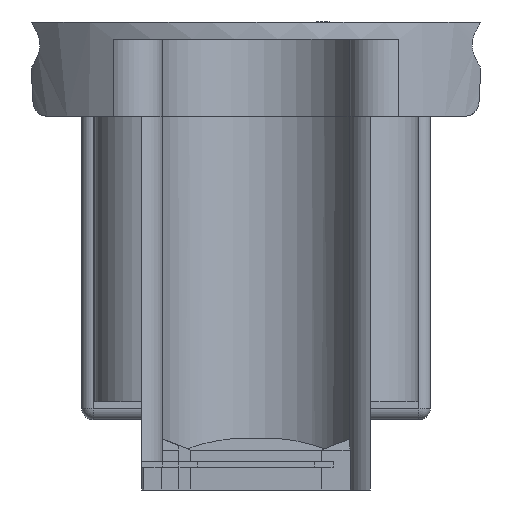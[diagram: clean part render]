
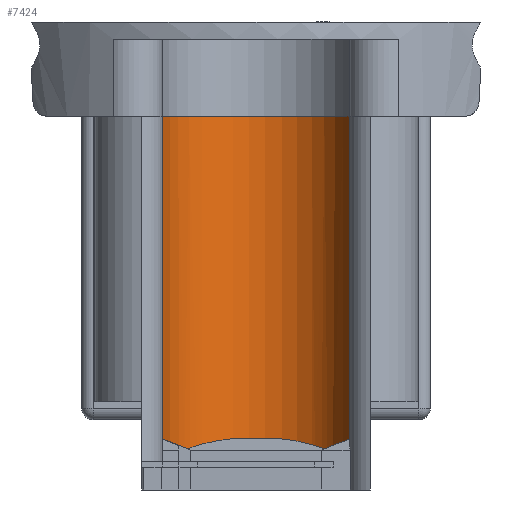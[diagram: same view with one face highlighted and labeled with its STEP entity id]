
A CAD part, left-side view. The second image highlights one B-rep face of the part: STEP entity #7424.
In plain terms, the highlighted cylindrical face has radius 8.5 mm (diameter 17 mm), a partial arc.
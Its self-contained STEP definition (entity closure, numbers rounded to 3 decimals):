
#52=FACE_BOUND('',#1424,.T.);
#53=FACE_BOUND('',#1425,.T.);
#674=CYLINDRICAL_SURFACE('',#7935,8.5);
#991=FACE_OUTER_BOUND('',#1423,.T.);
#1423=EDGE_LOOP('',(#5486,#5487,#5488,#5489,#5490,#5491,#5492,#5493));
#1424=EDGE_LOOP('',(#5494,#5495,#5496,#5497));
#1425=EDGE_LOOP('',(#5498,#5499,#5500,#5501));
#1889=LINE('',#10559,#2483);
#1893=LINE('',#10568,#2487);
#1906=LINE('',#10610,#2500);
#1908=LINE('',#10613,#2502);
#1909=LINE('',#10615,#2503);
#1916=LINE('',#10629,#2510);
#1930=LINE('',#10663,#2524);
#1931=LINE('',#10667,#2525);
#2483=VECTOR('',#8736,10.);
#2487=VECTOR('',#8742,10.);
#2500=VECTOR('',#8781,10.);
#2502=VECTOR('',#8785,10.);
#2503=VECTOR('',#8788,10.);
#2510=VECTOR('',#8805,10.);
#2524=VECTOR('',#8843,10.);
#2525=VECTOR('',#8848,10.);
#2989=CIRCLE('',#7898,8.5);
#2992=CIRCLE('',#7904,8.5);
#2993=CIRCLE('',#7906,8.5);
#2995=CIRCLE('',#7909,8.5);
#2997=CIRCLE('',#7912,8.5);
#2998=CIRCLE('',#7914,8.5);
#2999=CIRCLE('',#7919,8.5);
#3003=CIRCLE('',#7936,8.5);
#3211=VERTEX_POINT('',#10545);
#3212=VERTEX_POINT('',#10547);
#3216=VERTEX_POINT('',#10557);
#3217=VERTEX_POINT('',#10558);
#3220=VERTEX_POINT('',#10566);
#3221=VERTEX_POINT('',#10567);
#3224=VERTEX_POINT('',#10575);
#3225=VERTEX_POINT('',#10579);
#3227=VERTEX_POINT('',#10582);
#3230=VERTEX_POINT('',#10590);
#3232=VERTEX_POINT('',#10595);
#3235=VERTEX_POINT('',#10601);
#3236=VERTEX_POINT('',#10605);
#3237=VERTEX_POINT('',#10609);
#3247=VERTEX_POINT('',#10661);
#3248=VERTEX_POINT('',#10665);
#4038=EDGE_CURVE('',#3212,#3211,#2989,.T.);
#4043=EDGE_CURVE('',#3216,#3217,#1889,.T.);
#4047=EDGE_CURVE('',#3220,#3221,#1893,.T.);
#4051=EDGE_CURVE('',#3221,#3224,#2992,.T.);
#4054=EDGE_CURVE('',#3227,#3225,#2993,.T.);
#4058=EDGE_CURVE('',#3217,#3230,#2995,.T.);
#4064=EDGE_CURVE('',#3232,#3235,#2997,.T.);
#4065=EDGE_CURVE('',#3236,#3220,#2998,.T.);
#4067=EDGE_CURVE('',#3230,#3237,#1906,.T.);
#4069=EDGE_CURVE('',#3224,#3236,#1908,.T.);
#4070=EDGE_CURVE('',#3235,#3227,#1909,.T.);
#4072=EDGE_CURVE('',#3237,#3216,#2999,.T.);
#4078=EDGE_CURVE('',#3211,#3232,#1916,.T.);
#4095=EDGE_CURVE('',#3225,#3247,#1930,.T.);
#4096=EDGE_CURVE('',#3248,#3247,#3003,.T.);
#4097=EDGE_CURVE('',#3212,#3248,#1931,.T.);
#5486=ORIENTED_EDGE('',*,*,#4054,.T.);
#5487=ORIENTED_EDGE('',*,*,#4095,.T.);
#5488=ORIENTED_EDGE('',*,*,#4096,.F.);
#5489=ORIENTED_EDGE('',*,*,#4097,.F.);
#5490=ORIENTED_EDGE('',*,*,#4038,.T.);
#5491=ORIENTED_EDGE('',*,*,#4078,.T.);
#5492=ORIENTED_EDGE('',*,*,#4064,.T.);
#5493=ORIENTED_EDGE('',*,*,#4070,.T.);
#5494=ORIENTED_EDGE('',*,*,#4067,.T.);
#5495=ORIENTED_EDGE('',*,*,#4072,.T.);
#5496=ORIENTED_EDGE('',*,*,#4043,.T.);
#5497=ORIENTED_EDGE('',*,*,#4058,.T.);
#5498=ORIENTED_EDGE('',*,*,#4069,.T.);
#5499=ORIENTED_EDGE('',*,*,#4065,.T.);
#5500=ORIENTED_EDGE('',*,*,#4047,.T.);
#5501=ORIENTED_EDGE('',*,*,#4051,.T.);
#7424=ADVANCED_FACE('',(#991,#52,#53),#674,.F.);
#7898=AXIS2_PLACEMENT_3D('',#10548,#8726,#8727);
#7904=AXIS2_PLACEMENT_3D('',#10576,#8748,#8749);
#7906=AXIS2_PLACEMENT_3D('',#10583,#8754,#8755);
#7909=AXIS2_PLACEMENT_3D('',#10591,#8762,#8763);
#7912=AXIS2_PLACEMENT_3D('',#10603,#8772,#8773);
#7914=AXIS2_PLACEMENT_3D('',#10606,#8776,#8777);
#7919=AXIS2_PLACEMENT_3D('',#10618,#8792,#8793);
#7935=AXIS2_PLACEMENT_3D('',#10664,#8844,#8845);
#7936=AXIS2_PLACEMENT_3D('',#10666,#8846,#8847);
#8726=DIRECTION('center_axis',(0.,0.,1.));
#8727=DIRECTION('ref_axis',(-0.233,-0.972,0.));
#8736=DIRECTION('',(0.,0.,-1.));
#8742=DIRECTION('',(0.,0.,-1.));
#8748=DIRECTION('center_axis',(0.,0.,1.));
#8749=DIRECTION('ref_axis',(-0.233,-0.972,0.));
#8754=DIRECTION('center_axis',(0.,0.,1.));
#8755=DIRECTION('ref_axis',(-0.233,-0.972,0.));
#8762=DIRECTION('center_axis',(0.,0.,1.));
#8763=DIRECTION('ref_axis',(-0.233,-0.972,0.));
#8772=DIRECTION('center_axis',(0.,0.,-1.));
#8773=DIRECTION('ref_axis',(-0.233,-0.972,0.));
#8776=DIRECTION('center_axis',(0.,0.,-1.));
#8777=DIRECTION('ref_axis',(-0.233,-0.972,0.));
#8781=DIRECTION('',(0.,0.,1.));
#8785=DIRECTION('',(0.,0.,1.));
#8788=DIRECTION('',(0.,0.,-1.));
#8792=DIRECTION('center_axis',(0.,0.,-1.));
#8793=DIRECTION('ref_axis',(-0.233,-0.972,0.));
#8805=DIRECTION('',(0.,0.,-1.));
#8843=DIRECTION('',(0.,0.,-1.));
#8844=DIRECTION('center_axis',(0.,0.,-1.));
#8845=DIRECTION('ref_axis',(1.,-0.012,0.));
#8846=DIRECTION('center_axis',(0.,0.,1.));
#8847=DIRECTION('ref_axis',(-0.233,-0.972,0.));
#8848=DIRECTION('',(0.,0.,-1.));
#10545=CARTESIAN_POINT('',(-16.101,8.308,-8.25));
#10547=CARTESIAN_POINT('',(-16.295,-8.268,-8.25));
#10548=CARTESIAN_POINT('Origin',(-14.314,-0.002,
-8.25));
#10557=CARTESIAN_POINT('',(-9.148,-6.752,-38.5));
#10558=CARTESIAN_POINT('',(-9.148,-6.752,-39.));
#10559=CARTESIAN_POINT('',(-9.148,-6.752,-8.25));
#10566=CARTESIAN_POINT('',(-7.564,5.164,-38.5));
#10567=CARTESIAN_POINT('',(-7.564,5.164,-39.));
#10568=CARTESIAN_POINT('',(-7.564,5.164,-8.25));
#10575=CARTESIAN_POINT('',(-9.148,6.748,-39.));
#10576=CARTESIAN_POINT('Origin',(-14.314,-0.002,
-39.));
#10579=CARTESIAN_POINT('',(-16.101,8.308,-39.));
#10582=CARTESIAN_POINT('',(-12.101,8.205,-39.));
#10583=CARTESIAN_POINT('Origin',(-14.314,-0.002,
-39.));
#10590=CARTESIAN_POINT('',(-7.564,-5.168,-39.));
#10591=CARTESIAN_POINT('Origin',(-14.314,-0.002,
-39.));
#10595=CARTESIAN_POINT('',(-16.101,8.308,-38.5));
#10601=CARTESIAN_POINT('',(-12.101,8.205,-38.5));
#10603=CARTESIAN_POINT('Origin',(-14.314,-0.002,
-38.5));
#10605=CARTESIAN_POINT('',(-9.148,6.748,-38.5));
#10606=CARTESIAN_POINT('Origin',(-14.314,-0.002,
-38.5));
#10609=CARTESIAN_POINT('',(-7.564,-5.168,-38.5));
#10610=CARTESIAN_POINT('',(-7.564,-5.168,-8.25));
#10613=CARTESIAN_POINT('',(-9.148,6.748,-8.25));
#10615=CARTESIAN_POINT('',(-12.101,8.205,-8.25));
#10618=CARTESIAN_POINT('Origin',(-14.314,-0.002,
-38.5));
#10629=CARTESIAN_POINT('',(-16.101,8.308,-8.25));
#10661=CARTESIAN_POINT('',(-16.101,8.308,-41.));
#10663=CARTESIAN_POINT('',(-16.101,8.308,-8.25));
#10664=CARTESIAN_POINT('Origin',(-14.314,-0.002,
-8.25));
#10665=CARTESIAN_POINT('',(-16.295,-8.268,-41.));
#10666=CARTESIAN_POINT('Origin',(-14.314,-0.002,
-41.));
#10667=CARTESIAN_POINT('',(-16.295,-8.268,-8.25));
